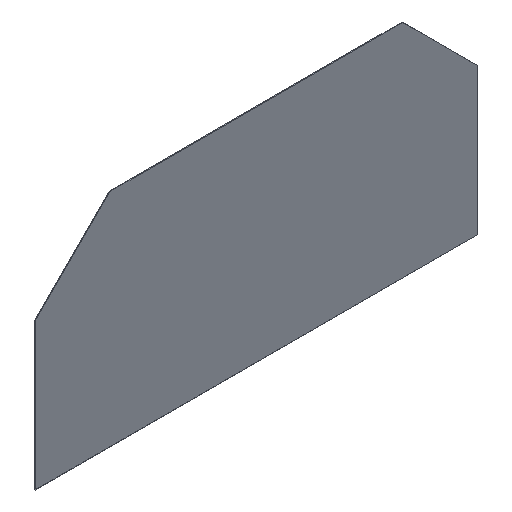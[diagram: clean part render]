
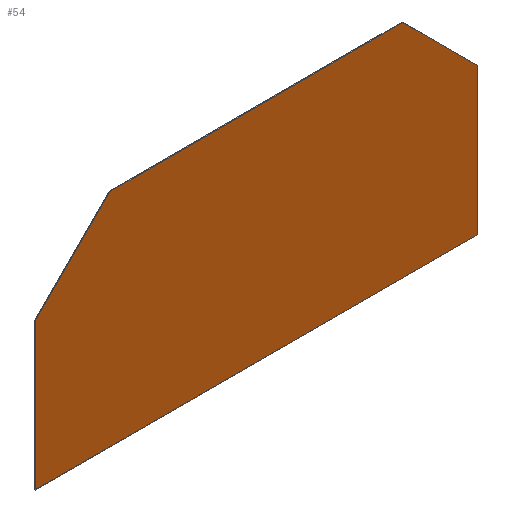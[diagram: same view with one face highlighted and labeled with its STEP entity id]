
A CAD part, isometric view. The second image highlights one B-rep face of the part: STEP entity #54.
In plain terms, the highlighted planar face has unit normal (0, -1, 0).
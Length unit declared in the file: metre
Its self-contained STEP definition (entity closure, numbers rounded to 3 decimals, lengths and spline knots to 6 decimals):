
#54=ADVANCED_FACE('0:36',(#67),#68,.F.);
#67=FACE_OUTER_BOUND('',#84,.T.);
#68=PLANE('',#85);
#84=EDGE_LOOP('',(#116,#117,#118,#119,#120,#121));
#85=AXIS2_PLACEMENT_3D('',#122,#123,#124);
#116=ORIENTED_EDGE('',*,*,#156,.F.);
#117=ORIENTED_EDGE('',*,*,#160,.F.);
#118=ORIENTED_EDGE('',*,*,#163,.F.);
#119=ORIENTED_EDGE('',*,*,#166,.F.);
#120=ORIENTED_EDGE('',*,*,#167,.F.);
#121=ORIENTED_EDGE('',*,*,#168,.F.);
#122=CARTESIAN_POINT('',(0.123331,0.041073,0.42961));
#123=DIRECTION('',(0.,1.0,0.));
#124=DIRECTION('',(1.0,0.,-0.0));
#156=EDGE_CURVE('0:51',#174,#175,#176,.T.);
#160=EDGE_CURVE('0:63',#182,#174,#183,.T.);
#163=EDGE_CURVE('0:72',#187,#182,#188,.T.);
#166=EDGE_CURVE('0:81',#192,#187,#193,.T.);
#167=EDGE_CURVE('0:84',#194,#192,#195,.T.);
#168=EDGE_CURVE('0:87',#175,#194,#196,.T.);
#174=VERTEX_POINT('',#204);
#175=VERTEX_POINT('',#205);
#176=LINE('',#206,#207);
#182=VERTEX_POINT('',#216);
#183=LINE('',#217,#218);
#187=VERTEX_POINT('',#224);
#188=LINE('',#225,#226);
#192=VERTEX_POINT('',#232);
#193=LINE('',#233,#234);
#194=VERTEX_POINT('',#235);
#195=LINE('',#236,#237);
#196=LINE('',#238,#239);
#204=CARTESIAN_POINT('',(0.163331,0.041073,0.40961));
#205=CARTESIAN_POINT('',(0.083331,0.041073,0.40961));
#206=CARTESIAN_POINT('',(0.163331,0.041073,0.40961));
#207=VECTOR('',#252,0.08);
#216=CARTESIAN_POINT('',(0.163331,0.041073,0.43611));
#217=CARTESIAN_POINT('',(0.163331,0.041073,0.43611));
#218=VECTOR('',#256,0.0265);
#224=CARTESIAN_POINT('',(0.149831,0.041073,0.44961));
#225=CARTESIAN_POINT('',(0.149831,0.041073,0.44961));
#226=VECTOR('',#259,0.019092);
#232=CARTESIAN_POINT('',(0.096831,0.041073,0.44961));
#233=CARTESIAN_POINT('',(0.096831,0.041073,0.44961));
#234=VECTOR('',#262,0.053);
#235=CARTESIAN_POINT('',(0.083331,0.041073,0.43611));
#236=CARTESIAN_POINT('',(0.083331,0.041073,0.43611));
#237=VECTOR('',#263,0.019092);
#238=CARTESIAN_POINT('',(0.083331,0.041073,0.40961));
#239=VECTOR('',#264,0.0265);
#252=DIRECTION('',(-1.0,0.,0.));
#256=DIRECTION('',(0.,0.,-1.0));
#259=DIRECTION('',(0.707,0.,-0.707));
#262=DIRECTION('',(1.0,0.,0.));
#263=DIRECTION('',(0.707,0.,0.707));
#264=DIRECTION('',(0.,0.,1.0));
